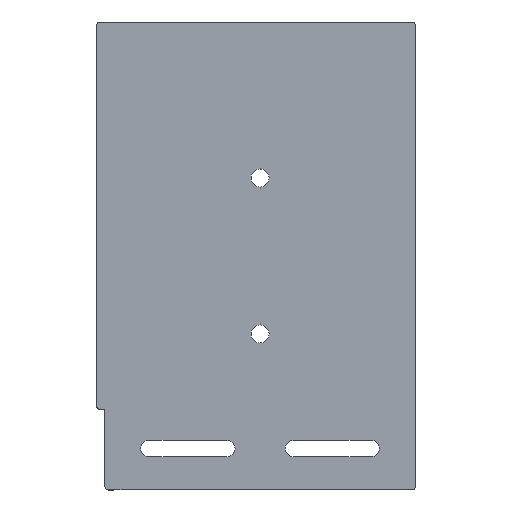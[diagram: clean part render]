
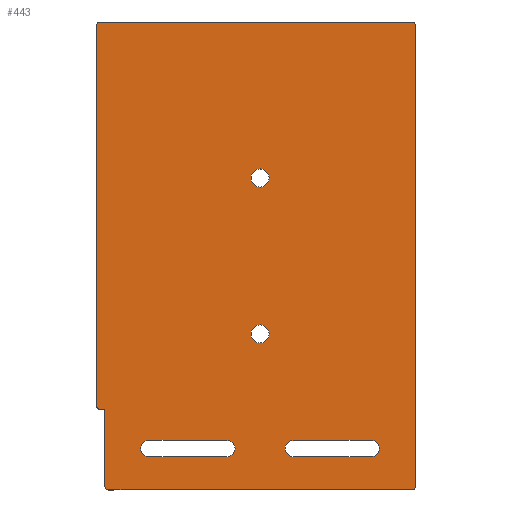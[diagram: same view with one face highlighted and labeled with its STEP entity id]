
A CAD part, top view. The second image highlights one B-rep face of the part: STEP entity #443.
In plain terms, the highlighted planar face has unit normal (0, 0, 1).
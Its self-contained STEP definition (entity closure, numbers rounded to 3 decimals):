
#19=FACE_BOUND('',#71,.T.);
#20=FACE_BOUND('',#72,.T.);
#21=FACE_BOUND('',#73,.T.);
#22=FACE_BOUND('',#74,.T.);
#28=PLANE('',#494);
#43=FACE_OUTER_BOUND('',#70,.T.);
#70=EDGE_LOOP('',(#347,#348,#349,#350,#351,#352,#353,#354,#355,#356,#357));
#71=EDGE_LOOP('',(#358,#359,#360,#361));
#72=EDGE_LOOP('',(#362,#363,#364,#365));
#73=EDGE_LOOP('',(#366));
#74=EDGE_LOOP('',(#367));
#93=LINE('',#665,#134);
#105=LINE('',#711,#146);
#107=LINE('',#715,#148);
#110=LINE('',#724,#151);
#112=LINE('',#729,#153);
#113=LINE('',#732,#154);
#114=LINE('',#737,#155);
#115=LINE('',#740,#156);
#116=LINE('',#745,#157);
#117=LINE('',#748,#158);
#134=VECTOR('',#531,10.);
#146=VECTOR('',#571,10.);
#148=VECTOR('',#575,10.);
#151=VECTOR('',#584,10.);
#153=VECTOR('',#590,10.);
#154=VECTOR('',#593,10.);
#155=VECTOR('',#596,10.);
#156=VECTOR('',#599,10.);
#157=VECTOR('',#602,10.);
#158=VECTOR('',#605,10.);
#171=CIRCLE('',#473,0.5);
#183=CIRCLE('',#488,0.5);
#184=CIRCLE('',#492,0.5);
#185=CIRCLE('',#495,0.5);
#186=CIRCLE('',#496,0.5);
#187=CIRCLE('',#497,1.);
#188=CIRCLE('',#498,1.);
#189=CIRCLE('',#499,1.);
#190=CIRCLE('',#500,1.);
#191=CIRCLE('',#501,1.1);
#192=CIRCLE('',#502,1.1);
#193=VERTEX_POINT('',#652);
#194=VERTEX_POINT('',#653);
#198=VERTEX_POINT('',#663);
#217=VERTEX_POINT('',#705);
#218=VERTEX_POINT('',#709);
#219=VERTEX_POINT('',#713);
#220=VERTEX_POINT('',#717);
#221=VERTEX_POINT('',#719);
#222=VERTEX_POINT('',#723);
#223=VERTEX_POINT('',#728);
#224=VERTEX_POINT('',#730);
#225=VERTEX_POINT('',#733);
#226=VERTEX_POINT('',#734);
#227=VERTEX_POINT('',#736);
#228=VERTEX_POINT('',#738);
#229=VERTEX_POINT('',#741);
#230=VERTEX_POINT('',#742);
#231=VERTEX_POINT('',#744);
#232=VERTEX_POINT('',#746);
#233=VERTEX_POINT('',#749);
#234=VERTEX_POINT('',#751);
#235=EDGE_CURVE('',#193,#194,#171,.T.);
#241=EDGE_CURVE('',#193,#198,#93,.T.);
#261=EDGE_CURVE('',#217,#198,#183,.T.);
#264=EDGE_CURVE('',#217,#218,#105,.T.);
#266=EDGE_CURVE('',#219,#218,#107,.T.);
#268=EDGE_CURVE('',#220,#221,#184,.T.);
#270=EDGE_CURVE('',#221,#222,#110,.T.);
#272=EDGE_CURVE('',#222,#219,#185,.T.);
#273=EDGE_CURVE('',#223,#220,#112,.F.);
#274=EDGE_CURVE('',#224,#223,#186,.T.);
#275=EDGE_CURVE('',#194,#224,#113,.T.);
#276=EDGE_CURVE('',#225,#226,#187,.T.);
#277=EDGE_CURVE('',#226,#227,#114,.T.);
#278=EDGE_CURVE('',#227,#228,#188,.T.);
#279=EDGE_CURVE('',#228,#225,#115,.T.);
#280=EDGE_CURVE('',#229,#230,#189,.T.);
#281=EDGE_CURVE('',#230,#231,#116,.T.);
#282=EDGE_CURVE('',#231,#232,#190,.T.);
#283=EDGE_CURVE('',#232,#229,#117,.T.);
#284=EDGE_CURVE('',#233,#233,#191,.T.);
#285=EDGE_CURVE('',#234,#234,#192,.T.);
#347=ORIENTED_EDGE('',*,*,#235,.F.);
#348=ORIENTED_EDGE('',*,*,#241,.T.);
#349=ORIENTED_EDGE('',*,*,#261,.F.);
#350=ORIENTED_EDGE('',*,*,#264,.T.);
#351=ORIENTED_EDGE('',*,*,#266,.F.);
#352=ORIENTED_EDGE('',*,*,#272,.F.);
#353=ORIENTED_EDGE('',*,*,#270,.F.);
#354=ORIENTED_EDGE('',*,*,#268,.F.);
#355=ORIENTED_EDGE('',*,*,#273,.F.);
#356=ORIENTED_EDGE('',*,*,#274,.F.);
#357=ORIENTED_EDGE('',*,*,#275,.F.);
#358=ORIENTED_EDGE('',*,*,#276,.T.);
#359=ORIENTED_EDGE('',*,*,#277,.T.);
#360=ORIENTED_EDGE('',*,*,#278,.T.);
#361=ORIENTED_EDGE('',*,*,#279,.T.);
#362=ORIENTED_EDGE('',*,*,#280,.T.);
#363=ORIENTED_EDGE('',*,*,#281,.T.);
#364=ORIENTED_EDGE('',*,*,#282,.T.);
#365=ORIENTED_EDGE('',*,*,#283,.T.);
#366=ORIENTED_EDGE('',*,*,#284,.F.);
#367=ORIENTED_EDGE('',*,*,#285,.F.);
#443=ADVANCED_FACE('',(#43,#19,#20,#21,#22),#28,.F.);
#473=AXIS2_PLACEMENT_3D('',#654,#521,#522);
#488=AXIS2_PLACEMENT_3D('',#706,#565,#566);
#492=AXIS2_PLACEMENT_3D('',#720,#579,#580);
#494=AXIS2_PLACEMENT_3D('',#726,#586,#587);
#495=AXIS2_PLACEMENT_3D('',#727,#588,#589);
#496=AXIS2_PLACEMENT_3D('',#731,#591,#592);
#497=AXIS2_PLACEMENT_3D('',#735,#594,#595);
#498=AXIS2_PLACEMENT_3D('',#739,#597,#598);
#499=AXIS2_PLACEMENT_3D('',#743,#600,#601);
#500=AXIS2_PLACEMENT_3D('',#747,#603,#604);
#501=AXIS2_PLACEMENT_3D('',#750,#606,#607);
#502=AXIS2_PLACEMENT_3D('',#752,#608,#609);
#521=DIRECTION('center_axis',(0.,0.,
-1.));
#522=DIRECTION('ref_axis',(-0.707,0.707,0.));
#531=DIRECTION('',(0.,-1.,0.));
#565=DIRECTION('center_axis',(0.,0.,
-1.));
#566=DIRECTION('ref_axis',(-0.707,-0.707,0.));
#571=DIRECTION('',(1.,0.,0.));
#575=DIRECTION('',(0.,1.,0.));
#579=DIRECTION('center_axis',(0.,0.,
-1.));
#580=DIRECTION('ref_axis',(0.707,-0.707,0.));
#584=DIRECTION('',(-1.,0.,0.));
#586=DIRECTION('center_axis',(0.,0.,
-1.));
#587=DIRECTION('ref_axis',(1.,0.,0.));
#588=DIRECTION('center_axis',(0.,0.,
-1.));
#589=DIRECTION('ref_axis',(-0.707,-0.707,0.));
#590=DIRECTION('',(0.,1.,0.));
#591=DIRECTION('center_axis',(0.,0.,
-1.));
#592=DIRECTION('ref_axis',(0.707,0.707,0.));
#593=DIRECTION('',(1.,0.,0.));
#594=DIRECTION('center_axis',(0.,0.,
-1.));
#595=DIRECTION('ref_axis',(0.,1.,0.));
#596=DIRECTION('',(-1.,0.,0.));
#597=DIRECTION('center_axis',(0.,0.,
-1.));
#598=DIRECTION('ref_axis',(0.,-1.,0.));
#599=DIRECTION('',(1.,0.,0.));
#600=DIRECTION('center_axis',(0.,0.,
-1.));
#601=DIRECTION('ref_axis',(0.,1.,0.));
#602=DIRECTION('',(-1.,0.,0.));
#603=DIRECTION('center_axis',(0.,0.,
-1.));
#604=DIRECTION('ref_axis',(0.,-1.,0.));
#605=DIRECTION('',(1.,0.,0.));
#606=DIRECTION('center_axis',(0.,0.,
1.));
#607=DIRECTION('ref_axis',(1.,0.,0.));
#608=DIRECTION('center_axis',(0.,0.,
1.));
#609=DIRECTION('ref_axis',(1.,0.,0.));
#652=CARTESIAN_POINT('',(17.056,-28.463,-3.));
#653=CARTESIAN_POINT('',(17.556,-27.963,-3.));
#654=CARTESIAN_POINT('Origin',(17.556,-28.463,-3.));
#663=CARTESIAN_POINT('',(17.056,-74.773,-3.));
#665=CARTESIAN_POINT('',(17.056,-27.963,-3.));
#705=CARTESIAN_POINT('',(17.556,-75.273,-3.));
#706=CARTESIAN_POINT('Origin',(17.556,-74.773,-3.));
#709=CARTESIAN_POINT('',(18.125,-75.273,-3.));
#711=CARTESIAN_POINT('',(17.056,-75.273,-3.));
#713=CARTESIAN_POINT('',(18.125,-84.613,-3.));
#715=CARTESIAN_POINT('',(18.125,-70.826,-3.));
#717=CARTESIAN_POINT('',(56.105,-84.613,-3.));
#719=CARTESIAN_POINT('',(55.605,-85.113,-3.));
#720=CARTESIAN_POINT('Origin',(55.605,-84.613,-3.));
#723=CARTESIAN_POINT('',(18.625,-85.113,-3.));
#724=CARTESIAN_POINT('',(46.55,-85.113,-3.));
#726=CARTESIAN_POINT('Origin',(37.075,-56.538,-3.));
#727=CARTESIAN_POINT('Origin',(18.625,-84.613,-3.));
#728=CARTESIAN_POINT('',(56.105,-28.463,-3.));
#729=CARTESIAN_POINT('',(56.105,-42.251,-3.));
#730=CARTESIAN_POINT('',(55.605,-27.963,-3.));
#731=CARTESIAN_POINT('Origin',(55.605,-28.463,-3.));
#732=CARTESIAN_POINT('',(27.6,-27.963,-3.));
#733=CARTESIAN_POINT('',(33.017,-79.063,-3.));
#734=CARTESIAN_POINT('',(33.017,-81.063,-3.));
#735=CARTESIAN_POINT('Origin',(33.017,-80.063,-3.));
#736=CARTESIAN_POINT('',(23.492,-81.063,-3.));
#737=CARTESIAN_POINT('',(23.492,-81.063,-3.));
#738=CARTESIAN_POINT('',(23.492,-79.063,-3.));
#739=CARTESIAN_POINT('Origin',(23.492,-80.063,-3.));
#740=CARTESIAN_POINT('',(33.017,-79.063,-3.));
#741=CARTESIAN_POINT('',(50.658,-79.063,-3.));
#742=CARTESIAN_POINT('',(50.658,-81.063,-3.));
#743=CARTESIAN_POINT('Origin',(50.658,-80.063,-3.));
#744=CARTESIAN_POINT('',(41.133,-81.063,-3.));
#745=CARTESIAN_POINT('',(50.658,-81.063,-3.));
#746=CARTESIAN_POINT('',(41.133,-79.063,-3.));
#747=CARTESIAN_POINT('Origin',(41.133,-80.063,-3.));
#748=CARTESIAN_POINT('',(41.133,-79.063,-3.));
#749=CARTESIAN_POINT('',(35.975,-47.013,-3.));
#750=CARTESIAN_POINT('Origin',(37.075,-47.013,-3.));
#751=CARTESIAN_POINT('',(35.975,-66.063,-3.));
#752=CARTESIAN_POINT('Origin',(37.075,-66.063,-3.));
